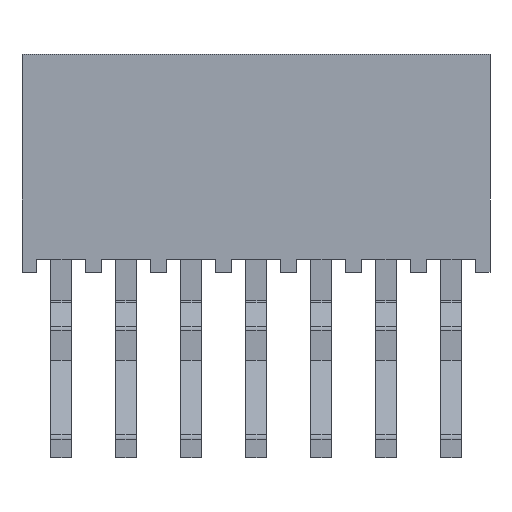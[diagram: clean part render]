
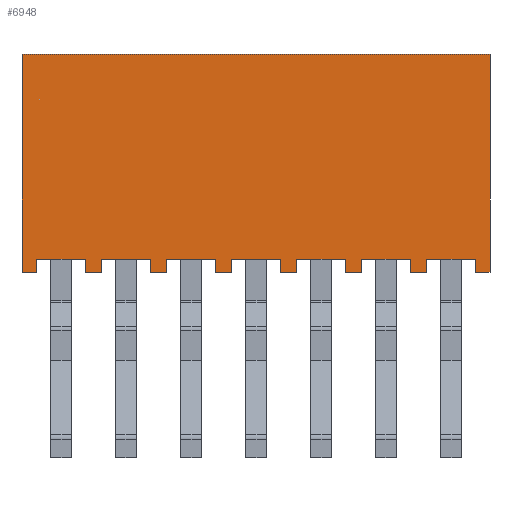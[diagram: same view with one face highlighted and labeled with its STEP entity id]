
A CAD part, front view. The second image highlights one B-rep face of the part: STEP entity #6948.
In plain terms, the highlighted face is planar.
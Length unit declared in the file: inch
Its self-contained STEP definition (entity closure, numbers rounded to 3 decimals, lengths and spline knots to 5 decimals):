
#231=ORIENTED_EDGE('',*,*,#2319,.F.);
#232=ORIENTED_EDGE('',*,*,#2320,.T.);
#233=ORIENTED_EDGE('',*,*,#2321,.F.);
#234=ORIENTED_EDGE('',*,*,#2322,.F.);
#235=ORIENTED_EDGE('',*,*,#2323,.T.);
#236=ORIENTED_EDGE('',*,*,#2324,.T.);
#237=ORIENTED_EDGE('',*,*,#2325,.F.);
#238=ORIENTED_EDGE('',*,*,#2326,.F.);
#239=ORIENTED_EDGE('',*,*,#2327,.F.);
#240=ORIENTED_EDGE('',*,*,#2328,.T.);
#241=ORIENTED_EDGE('',*,*,#2329,.F.);
#242=ORIENTED_EDGE('',*,*,#2330,.F.);
#243=ORIENTED_EDGE('',*,*,#2331,.F.);
#244=ORIENTED_EDGE('',*,*,#2332,.T.);
#245=ORIENTED_EDGE('',*,*,#2333,.F.);
#246=ORIENTED_EDGE('',*,*,#2334,.F.);
#247=ORIENTED_EDGE('',*,*,#2335,.F.);
#248=ORIENTED_EDGE('',*,*,#2336,.T.);
#249=ORIENTED_EDGE('',*,*,#2337,.F.);
#250=ORIENTED_EDGE('',*,*,#2338,.F.);
#251=ORIENTED_EDGE('',*,*,#2339,.F.);
#252=ORIENTED_EDGE('',*,*,#2340,.T.);
#253=ORIENTED_EDGE('',*,*,#2341,.F.);
#254=ORIENTED_EDGE('',*,*,#2342,.F.);
#255=ORIENTED_EDGE('',*,*,#2343,.F.);
#256=ORIENTED_EDGE('',*,*,#2344,.T.);
#257=ORIENTED_EDGE('',*,*,#2345,.F.);
#258=ORIENTED_EDGE('',*,*,#2346,.F.);
#259=ORIENTED_EDGE('',*,*,#2347,.F.);
#260=ORIENTED_EDGE('',*,*,#2348,.T.);
#261=ORIENTED_EDGE('',*,*,#2349,.F.);
#262=ORIENTED_EDGE('',*,*,#2350,.F.);
#2319=EDGE_CURVE('',#3363,#3364,#4059,.T.);
#2320=EDGE_CURVE('',#3363,#3365,#4060,.T.);
#2321=EDGE_CURVE('',#3366,#3365,#4061,.T.);
#2322=EDGE_CURVE('',#3367,#3366,#4062,.T.);
#2323=EDGE_CURVE('',#3367,#3368,#4063,.T.);
#2324=EDGE_CURVE('',#3368,#3369,#4064,.T.);
#2325=EDGE_CURVE('',#3370,#3369,#4065,.T.);
#2326=EDGE_CURVE('',#3371,#3370,#4066,.T.);
#2327=EDGE_CURVE('',#3372,#3371,#4067,.T.);
#2328=EDGE_CURVE('',#3372,#3373,#4068,.T.);
#2329=EDGE_CURVE('',#3374,#3373,#4069,.T.);
#2330=EDGE_CURVE('',#3375,#3374,#4070,.T.);
#2331=EDGE_CURVE('',#3376,#3375,#4071,.T.);
#2332=EDGE_CURVE('',#3376,#3377,#4072,.T.);
#2333=EDGE_CURVE('',#3378,#3377,#4073,.T.);
#2334=EDGE_CURVE('',#3379,#3378,#4074,.T.);
#2335=EDGE_CURVE('',#3380,#3379,#4075,.T.);
#2336=EDGE_CURVE('',#3380,#3381,#4076,.T.);
#2337=EDGE_CURVE('',#3382,#3381,#4077,.T.);
#2338=EDGE_CURVE('',#3383,#3382,#4078,.T.);
#2339=EDGE_CURVE('',#3384,#3383,#4079,.T.);
#2340=EDGE_CURVE('',#3384,#3385,#4080,.T.);
#2341=EDGE_CURVE('',#3386,#3385,#4081,.T.);
#2342=EDGE_CURVE('',#3387,#3386,#4082,.T.);
#2343=EDGE_CURVE('',#3388,#3387,#4083,.T.);
#2344=EDGE_CURVE('',#3388,#3389,#4084,.T.);
#2345=EDGE_CURVE('',#3390,#3389,#4085,.T.);
#2346=EDGE_CURVE('',#3391,#3390,#4086,.T.);
#2347=EDGE_CURVE('',#3392,#3391,#4087,.T.);
#2348=EDGE_CURVE('',#3392,#3393,#4088,.T.);
#2349=EDGE_CURVE('',#3394,#3393,#4089,.T.);
#2350=EDGE_CURVE('',#3364,#3394,#4090,.T.);
#3363=VERTEX_POINT('',#9725);
#3364=VERTEX_POINT('',#9726);
#3365=VERTEX_POINT('',#9728);
#3366=VERTEX_POINT('',#9730);
#3367=VERTEX_POINT('',#9732);
#3368=VERTEX_POINT('',#9734);
#3369=VERTEX_POINT('',#9736);
#3370=VERTEX_POINT('',#9738);
#3371=VERTEX_POINT('',#9740);
#3372=VERTEX_POINT('',#9742);
#3373=VERTEX_POINT('',#9744);
#3374=VERTEX_POINT('',#9746);
#3375=VERTEX_POINT('',#9748);
#3376=VERTEX_POINT('',#9750);
#3377=VERTEX_POINT('',#9752);
#3378=VERTEX_POINT('',#9754);
#3379=VERTEX_POINT('',#9756);
#3380=VERTEX_POINT('',#9758);
#3381=VERTEX_POINT('',#9760);
#3382=VERTEX_POINT('',#9762);
#3383=VERTEX_POINT('',#9764);
#3384=VERTEX_POINT('',#9766);
#3385=VERTEX_POINT('',#9768);
#3386=VERTEX_POINT('',#9770);
#3387=VERTEX_POINT('',#9772);
#3388=VERTEX_POINT('',#9774);
#3389=VERTEX_POINT('',#9776);
#3390=VERTEX_POINT('',#9778);
#3391=VERTEX_POINT('',#9780);
#3392=VERTEX_POINT('',#9782);
#3393=VERTEX_POINT('',#9784);
#3394=VERTEX_POINT('',#9786);
#4059=LINE('',#9724,#4991);
#4060=LINE('',#9727,#4992);
#4061=LINE('',#9729,#4993);
#4062=LINE('',#9731,#4994);
#4063=LINE('',#9733,#4995);
#4064=LINE('',#9735,#4996);
#4065=LINE('',#9737,#4997);
#4066=LINE('',#9739,#4998);
#4067=LINE('',#9741,#4999);
#4068=LINE('',#9743,#5000);
#4069=LINE('',#9745,#5001);
#4070=LINE('',#9747,#5002);
#4071=LINE('',#9749,#5003);
#4072=LINE('',#9751,#5004);
#4073=LINE('',#9753,#5005);
#4074=LINE('',#9755,#5006);
#4075=LINE('',#9757,#5007);
#4076=LINE('',#9759,#5008);
#4077=LINE('',#9761,#5009);
#4078=LINE('',#9763,#5010);
#4079=LINE('',#9765,#5011);
#4080=LINE('',#9767,#5012);
#4081=LINE('',#9769,#5013);
#4082=LINE('',#9771,#5014);
#4083=LINE('',#9773,#5015);
#4084=LINE('',#9775,#5016);
#4085=LINE('',#9777,#5017);
#4086=LINE('',#9779,#5018);
#4087=LINE('',#9781,#5019);
#4088=LINE('',#9783,#5020);
#4089=LINE('',#9785,#5021);
#4090=LINE('',#9787,#5022);
#4991=VECTOR('',#7829,39.37008);
#4992=VECTOR('',#7830,39.37008);
#4993=VECTOR('',#7831,39.37008);
#4994=VECTOR('',#7832,39.37008);
#4995=VECTOR('',#7833,39.37008);
#4996=VECTOR('',#7834,39.37008);
#4997=VECTOR('',#7835,39.37008);
#4998=VECTOR('',#7836,39.37008);
#4999=VECTOR('',#7837,39.37008);
#5000=VECTOR('',#7838,39.37008);
#5001=VECTOR('',#7839,39.37008);
#5002=VECTOR('',#7840,39.37008);
#5003=VECTOR('',#7841,39.37008);
#5004=VECTOR('',#7842,39.37008);
#5005=VECTOR('',#7843,39.37008);
#5006=VECTOR('',#7844,39.37008);
#5007=VECTOR('',#7845,39.37008);
#5008=VECTOR('',#7846,39.37008);
#5009=VECTOR('',#7847,39.37008);
#5010=VECTOR('',#7848,39.37008);
#5011=VECTOR('',#7849,39.37008);
#5012=VECTOR('',#7850,39.37008);
#5013=VECTOR('',#7851,39.37008);
#5014=VECTOR('',#7852,39.37008);
#5015=VECTOR('',#7853,39.37008);
#5016=VECTOR('',#7854,39.37008);
#5017=VECTOR('',#7855,39.37008);
#5018=VECTOR('',#7856,39.37008);
#5019=VECTOR('',#7857,39.37008);
#5020=VECTOR('',#7858,39.37008);
#5021=VECTOR('',#7859,39.37008);
#5022=VECTOR('',#7860,39.37008);
#5892=EDGE_LOOP('',(#231,#232,#233,#234,#235,#236,#237,#238,#239,#240,#241,
#242,#243,#244,#245,#246,#247,#248,#249,#250,#251,#252,#253,#254,#255,#256,
#257,#258,#259,#260,#261,#262));
#6272=FACE_BOUND('',#5892,.T.);
#6652=PLANE('',#7326);
#6948=ADVANCED_FACE('',(#6272),#6652,.F.);
#7326=AXIS2_PLACEMENT_3D('',#9723,#7827,#7828);
#7827=DIRECTION('',(0.,0.,-1.));
#7828=DIRECTION('',(-1.,0.,0.));
#7829=DIRECTION('',(0.,1.,0.));
#7830=DIRECTION('',(1.,0.,0.));
#7831=DIRECTION('',(0.,-1.,0.));
#7832=DIRECTION('',(1.,0.,0.));
#7833=DIRECTION('',(0.,-1.,0.));
#7834=DIRECTION('',(1.,0.,0.));
#7835=DIRECTION('',(0.,-1.,0.));
#7836=DIRECTION('',(-1.,0.,0.));
#7837=DIRECTION('',(0.,1.,0.));
#7838=DIRECTION('',(1.,0.,0.));
#7839=DIRECTION('',(0.,-1.,0.));
#7840=DIRECTION('',(-1.,0.,0.));
#7841=DIRECTION('',(0.,1.,0.));
#7842=DIRECTION('',(1.,0.,0.));
#7843=DIRECTION('',(0.,-1.,0.));
#7844=DIRECTION('',(-1.,0.,0.));
#7845=DIRECTION('',(0.,1.,0.));
#7846=DIRECTION('',(1.,0.,0.));
#7847=DIRECTION('',(0.,-1.,0.));
#7848=DIRECTION('',(-1.,0.,0.));
#7849=DIRECTION('',(0.,1.,0.));
#7850=DIRECTION('',(1.,0.,0.));
#7851=DIRECTION('',(0.,-1.,0.));
#7852=DIRECTION('',(-1.,0.,0.));
#7853=DIRECTION('',(0.,1.,0.));
#7854=DIRECTION('',(1.,0.,0.));
#7855=DIRECTION('',(0.,-1.,0.));
#7856=DIRECTION('',(-1.,0.,0.));
#7857=DIRECTION('',(0.,1.,0.));
#7858=DIRECTION('',(1.,0.,0.));
#7859=DIRECTION('',(0.,-1.,0.));
#7860=DIRECTION('',(-1.,0.,0.));
#9723=CARTESIAN_POINT('',(-0.36,0.335,0.0975));
#9724=CARTESIAN_POINT('',(0.3375,0.,0.0975));
#9725=CARTESIAN_POINT('',(0.3375,0.,0.0975));
#9726=CARTESIAN_POINT('',(0.3375,0.02,0.0975));
#9727=CARTESIAN_POINT('',(-0.36,0.,0.0975));
#9728=CARTESIAN_POINT('',(0.36,0.,0.0975));
#9729=CARTESIAN_POINT('',(0.36,0.335,0.0975));
#9730=CARTESIAN_POINT('',(0.36,0.335,0.0975));
#9731=CARTESIAN_POINT('',(-0.36,0.335,0.0975));
#9732=CARTESIAN_POINT('',(-0.36,0.335,0.0975));
#9733=CARTESIAN_POINT('',(-0.36,0.335,0.0975));
#9734=CARTESIAN_POINT('',(-0.36,0.,0.0975));
#9735=CARTESIAN_POINT('',(-0.36,0.,0.0975));
#9736=CARTESIAN_POINT('',(-0.3375,0.,0.0975));
#9737=CARTESIAN_POINT('',(-0.3375,0.02,0.0975));
#9738=CARTESIAN_POINT('',(-0.3375,0.02,0.0975));
#9739=CARTESIAN_POINT('',(-0.2625,0.02,0.0975));
#9740=CARTESIAN_POINT('',(-0.2625,0.02,0.0975));
#9741=CARTESIAN_POINT('',(-0.2625,0.,0.0975));
#9742=CARTESIAN_POINT('',(-0.2625,0.,0.0975));
#9743=CARTESIAN_POINT('',(-0.36,0.,0.0975));
#9744=CARTESIAN_POINT('',(-0.2375,0.,0.0975));
#9745=CARTESIAN_POINT('',(-0.2375,0.02,0.0975));
#9746=CARTESIAN_POINT('',(-0.2375,0.02,0.0975));
#9747=CARTESIAN_POINT('',(-0.1625,0.02,0.0975));
#9748=CARTESIAN_POINT('',(-0.1625,0.02,0.0975));
#9749=CARTESIAN_POINT('',(-0.1625,0.,0.0975));
#9750=CARTESIAN_POINT('',(-0.1625,0.,0.0975));
#9751=CARTESIAN_POINT('',(-0.36,0.,0.0975));
#9752=CARTESIAN_POINT('',(-0.1375,0.,0.0975));
#9753=CARTESIAN_POINT('',(-0.1375,0.02,0.0975));
#9754=CARTESIAN_POINT('',(-0.1375,0.02,0.0975));
#9755=CARTESIAN_POINT('',(-0.0625,0.02,0.0975));
#9756=CARTESIAN_POINT('',(-0.0625,0.02,0.0975));
#9757=CARTESIAN_POINT('',(-0.0625,0.,0.0975));
#9758=CARTESIAN_POINT('',(-0.0625,0.,0.0975));
#9759=CARTESIAN_POINT('',(-0.36,0.,0.0975));
#9760=CARTESIAN_POINT('',(-0.0375,0.,0.0975));
#9761=CARTESIAN_POINT('',(-0.0375,0.02,0.0975));
#9762=CARTESIAN_POINT('',(-0.0375,0.02,0.0975));
#9763=CARTESIAN_POINT('',(0.0375,0.02,0.0975));
#9764=CARTESIAN_POINT('',(0.0375,0.02,0.0975));
#9765=CARTESIAN_POINT('',(0.0375,0.,0.0975));
#9766=CARTESIAN_POINT('',(0.0375,0.,0.0975));
#9767=CARTESIAN_POINT('',(-0.36,0.,0.0975));
#9768=CARTESIAN_POINT('',(0.0625,0.,0.0975));
#9769=CARTESIAN_POINT('',(0.0625,0.02,0.0975));
#9770=CARTESIAN_POINT('',(0.0625,0.02,0.0975));
#9771=CARTESIAN_POINT('',(0.1375,0.02,0.0975));
#9772=CARTESIAN_POINT('',(0.1375,0.02,0.0975));
#9773=CARTESIAN_POINT('',(0.1375,0.,0.0975));
#9774=CARTESIAN_POINT('',(0.1375,0.,0.0975));
#9775=CARTESIAN_POINT('',(-0.36,0.,0.0975));
#9776=CARTESIAN_POINT('',(0.1625,0.,0.0975));
#9777=CARTESIAN_POINT('',(0.1625,0.02,0.0975));
#9778=CARTESIAN_POINT('',(0.1625,0.02,0.0975));
#9779=CARTESIAN_POINT('',(0.2375,0.02,0.0975));
#9780=CARTESIAN_POINT('',(0.2375,0.02,0.0975));
#9781=CARTESIAN_POINT('',(0.2375,0.,0.0975));
#9782=CARTESIAN_POINT('',(0.2375,0.,0.0975));
#9783=CARTESIAN_POINT('',(-0.36,0.,0.0975));
#9784=CARTESIAN_POINT('',(0.2625,0.,0.0975));
#9785=CARTESIAN_POINT('',(0.2625,0.02,0.0975));
#9786=CARTESIAN_POINT('',(0.2625,0.02,0.0975));
#9787=CARTESIAN_POINT('',(0.3375,0.02,0.0975));
